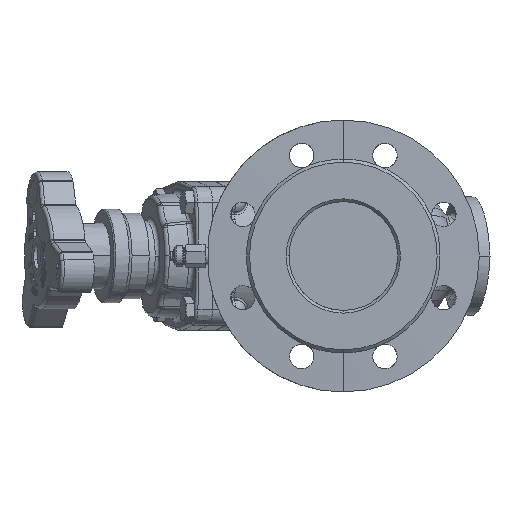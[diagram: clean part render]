
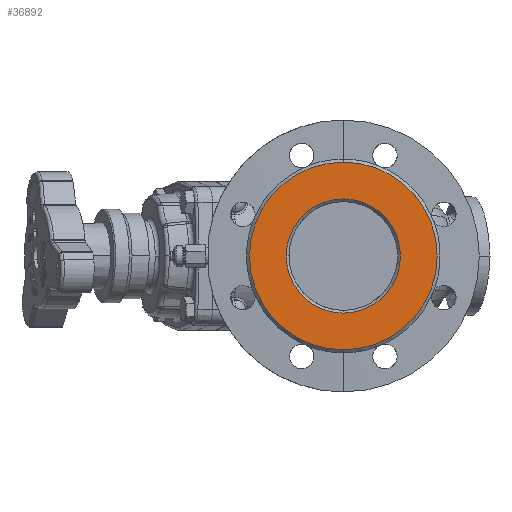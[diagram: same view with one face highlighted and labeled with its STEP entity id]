
A CAD part, left-side view. The second image highlights one B-rep face of the part: STEP entity #36892.
In plain terms, the highlighted planar face has unit normal (-1, 0, 0).
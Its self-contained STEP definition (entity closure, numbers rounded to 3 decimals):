
#11426=CARTESIAN_POINT('Axis2P3D Location',(-147.,0.,0.)) ;
#11430=CARTESIAN_POINT('Vertex',(-147.,0.,69.)) ;
#11432=CARTESIAN_POINT('Vertex',(-147.,0.,-69.)) ;
#13138=CARTESIAN_POINT('Vertex',(-147.,0.,-42.)) ;
#13141=CARTESIAN_POINT('Axis2P3D Location',(-147.,0.,0.)) ;
#13145=CARTESIAN_POINT('Vertex',(-147.,0.,42.)) ;
#36497=CARTESIAN_POINT('Axis2P3D Location',(-147.,0.,0.)) ;
#36874=CARTESIAN_POINT('Axis2P3D Location',(-147.,-40.,0.)) ;
#36879=CARTESIAN_POINT('Axis2P3D Location',(-147.,0.,0.)) ;
#11427=DIRECTION('Axis2P3D Direction',(1.,0.,0.)) ;
#13142=DIRECTION('Axis2P3D Direction',(-1.,0.,0.)) ;
#36498=DIRECTION('Axis2P3D Direction',(-1.,0.,0.)) ;
#36875=DIRECTION('Axis2P3D Direction',(-1.,0.,0.)) ;
#36876=DIRECTION('Axis2P3D XDirection',(0.,0.,1.)) ;
#36880=DIRECTION('Axis2P3D Direction',(-1.,0.,0.)) ;
#11428=AXIS2_PLACEMENT_3D('Circle Axis2P3D',#11426,#11427,$) ;
#13143=AXIS2_PLACEMENT_3D('Circle Axis2P3D',#13141,#13142,$) ;
#36499=AXIS2_PLACEMENT_3D('Circle Axis2P3D',#36497,#36498,$) ;
#36877=AXIS2_PLACEMENT_3D('Plane Axis2P3D',#36874,#36875,#36876) ;
#36881=AXIS2_PLACEMENT_3D('Circle Axis2P3D',#36879,#36880,$) ;
#11429=CIRCLE('generated circle',#11428,69.) ;
#13144=CIRCLE('generated circle',#13143,42.) ;
#36500=CIRCLE('generated circle',#36499,42.) ;
#36882=CIRCLE('generated circle',#36881,69.) ;
#36878=PLANE('',#36877) ;
#36891=FACE_BOUND('',#36888,.T.) ;
#11434=EDGE_CURVE('',#11431,#11433,#11429,.F.) ;
#13147=EDGE_CURVE('',#13146,#13139,#13144,.F.) ;
#36501=EDGE_CURVE('',#13139,#13146,#36500,.F.) ;
#36883=EDGE_CURVE('',#11433,#11431,#36882,.T.) ;
#36885=ORIENTED_EDGE('',*,*,#36883,.T.) ;
#36886=ORIENTED_EDGE('',*,*,#11434,.T.) ;
#36889=ORIENTED_EDGE('',*,*,#13147,.T.) ;
#36890=ORIENTED_EDGE('',*,*,#36501,.T.) ;
#36884=EDGE_LOOP('',(#36885,#36886)) ;
#36888=EDGE_LOOP('',(#36889,#36890)) ;
#11431=VERTEX_POINT('',#11430) ;
#11433=VERTEX_POINT('',#11432) ;
#13139=VERTEX_POINT('',#13138) ;
#13146=VERTEX_POINT('',#13145) ;
#36892=ADVANCED_FACE('NONE',(#36887,#36891),#36878,.T.) ;
#36887=FACE_OUTER_BOUND('',#36884,.T.) ;
